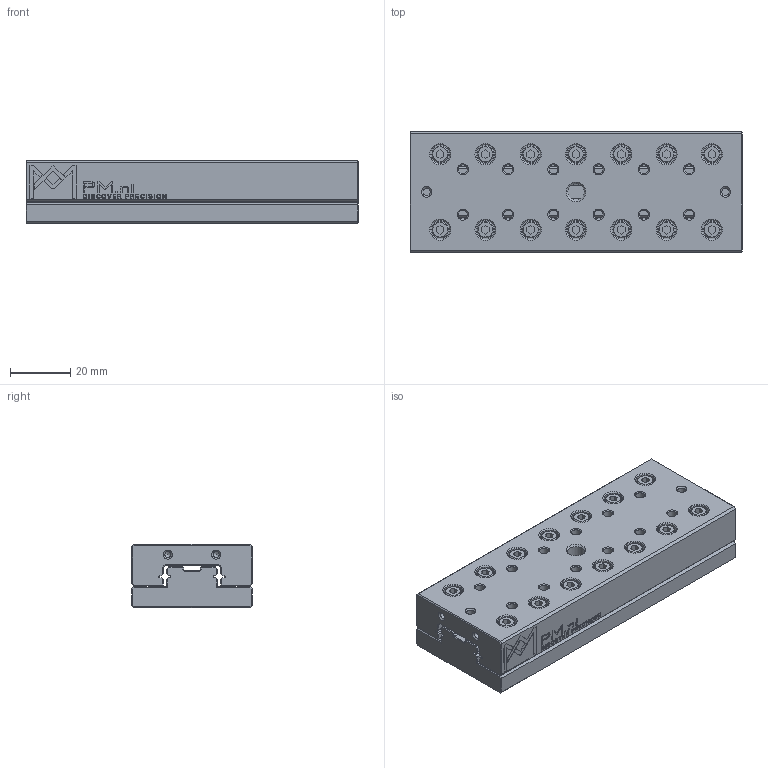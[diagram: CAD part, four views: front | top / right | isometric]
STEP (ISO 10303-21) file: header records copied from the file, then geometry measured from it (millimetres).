
FILE_DESCRIPTION(/* description */ (''),/* implementation_level */ '2;1');
FILE_NAME(/* name */ 'RTA-2105.stp',/* time_stamp */ '2024-09-11T09:18:54+02:00',/* author */ (''),/* organization */ (''),/* preprocessor_version */ 'ST-DEVELOPER v16.7',/* originating_system */ 'SIEMENS PLM Software NX 12.0',/* authorisation */ '');
FILE_SCHEMA (('AUTOMOTIVE_DESIGN { 1 0 10303 214 3 1 1 1 }'));
Length unit declared in the file: millimetre
Products named in the file (1): RTA-2105_stp
Bounding box: 110 x 40 x 21 mm (x, y, z)
Volume: 85051.8 mm3; surface area: 31713.8 mm2
Topology: 2 solids, 2 shells, 1237 faces, 3051 edges, 1976 vertices
Faces by surface type: plane 852, bspline 180, cone 107, cylinder 98
Full cylindrical faces by diameter (mm): 2 x4, 2.5 x9, 3 x12, 3.8 x6, 5.5 x29, 6.3 x32
Entity records: 39904 total; most frequent: CARTESIAN_POINT 8500, ORIENTED_EDGE 5654, DIRECTION 4894, EDGE_CURVE 2827, LINE 2156, VECTOR 2156, VERTEX_POINT 1951, EDGE_LOOP 1628
